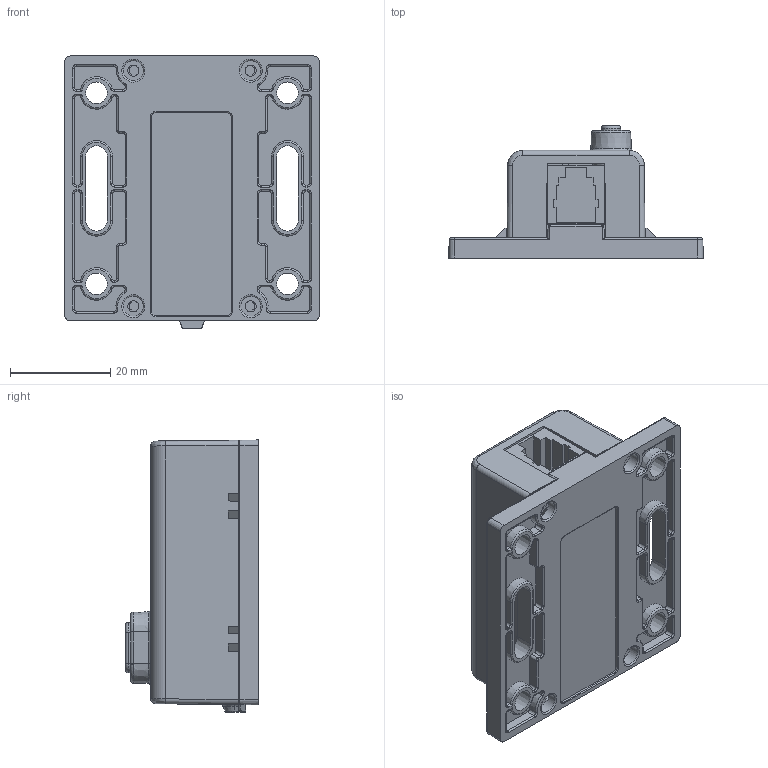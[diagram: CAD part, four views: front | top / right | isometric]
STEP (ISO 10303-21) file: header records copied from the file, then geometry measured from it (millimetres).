
FILE_DESCRIPTION(/* description */ (''),/* implementation_level */ '2;1');
FILE_NAME(/* name */ 'RF (75MHz) Receiver Module.iam.step',/* time_stamp */ '2020-04-16T23:35:58-04:00',/* author */ ('Jordan'),/* organization */ (''),/* preprocessor_version */ 'ST-DEVELOPER v17',/* originating_system */ 'Autodesk Inventor 2019',/* authorisation */ '');
FILE_SCHEMA (('AUTOMOTIVE_DESIGN { 1 0 10303 214 3 1 1 }'));
Length unit declared in the file: inch
Products named in the file (5): RF (75MHz) Receiver Module; Bottom; Top; Jack; Crystal
Assembly tree (4 placements, depth 2):
  RF (75MHz) Receiver Module
    Bottom
    Top
    Jack
    Crystal
Bounding box: 50.74 x 26.5 x 54.27 mm (x, y, z)
Volume: 13887.1 mm3; surface area: 17776.5 mm2
Topology: 4 solids, 4 shells, 727 faces, 1852 edges, 1135 vertices
Faces by surface type: plane 289, cylinder 231, bspline 104, torus 53, cone 39, sphere 11
Full cylindrical faces by diameter (mm): 1 x2, 2 x2, 2.2 x4, 4 x4
Entity records: 29009 total; most frequent: CARTESIAN_POINT 11468, ORIENTED_EDGE 3658, DIRECTION 3506, EDGE_CURVE 1829, AXIS2_PLACEMENT_3D 1265, VERTEX_POINT 1135, LINE 976, VECTOR 976
